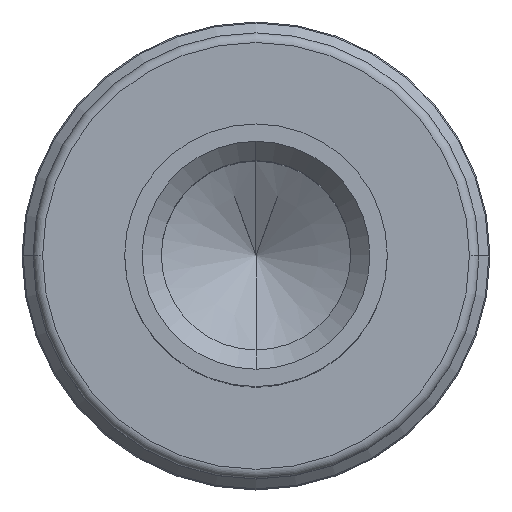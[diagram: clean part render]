
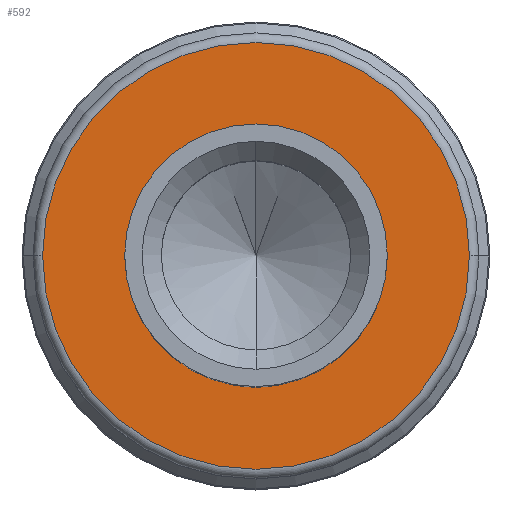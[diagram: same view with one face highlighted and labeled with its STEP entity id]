
A CAD part, top view. The second image highlights one B-rep face of the part: STEP entity #592.
In plain terms, the highlighted planar face has unit normal (0, 0, 1).
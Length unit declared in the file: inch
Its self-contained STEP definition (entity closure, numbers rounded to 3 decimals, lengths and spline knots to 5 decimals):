
#25=CARTESIAN_POINT('',(0.,0.,-0.76378));
#26=DIRECTION('',(0.,0.,-1.));
#27=DIRECTION('',(-1.,0.,0.));
#28=AXIS2_PLACEMENT_3D('',#25,#26,#27);
#34=CARTESIAN_POINT('',(0.,0.,-0.76378));
#35=DIRECTION('',(0.,0.,-1.));
#36=DIRECTION('',(1.,0.,0.));
#37=AXIS2_PLACEMENT_3D('',#34,#35,#36);
#75=CARTESIAN_POINT('',(0.,0.,-0.76378));
#76=DIRECTION('',(0.,0.,-1.));
#77=DIRECTION('',(1.,0.,0.));
#78=AXIS2_PLACEMENT_3D('',#75,#76,#77);
#80=CARTESIAN_POINT('',(0.,0.,-0.76378));
#81=DIRECTION('',(0.,0.,-1.));
#82=DIRECTION('',(-1.,0.,0.));
#83=AXIS2_PLACEMENT_3D('',#80,#81,#82);
#435=CARTESIAN_POINT('',(0.43504,0.,-0.76378));
#436=CARTESIAN_POINT('',(-0.43504,0.,-0.76378));
#437=VERTEX_POINT('',#435);
#438=VERTEX_POINT('',#436);
#505=CARTESIAN_POINT('',(0.26772,0.,
-0.76378));
#506=CARTESIAN_POINT('',(-0.26772,0.,-0.76378));
#507=VERTEX_POINT('',#505);
#508=VERTEX_POINT('',#506);
#577=CARTESIAN_POINT('',(0.,0.,-0.76378));
#578=DIRECTION('',(0.,0.,1.));
#579=DIRECTION('',(-1.,0.,0.));
#580=AXIS2_PLACEMENT_3D('',#577,#578,#579);
#581=PLANE('',#580);
#583=ORIENTED_EDGE('',*,*,#582,.T.);
#585=ORIENTED_EDGE('',*,*,#584,.T.);
#586=EDGE_LOOP('',(#583,#585));
#587=FACE_OUTER_BOUND('',#586,.F.);
#588=ORIENTED_EDGE('',*,*,#564,.F.);
#589=ORIENTED_EDGE('',*,*,#550,.F.);
#590=EDGE_LOOP('',(#588,#589));
#591=FACE_BOUND('',#590,.F.);
#592=ADVANCED_FACE('',(#587,#591),#581,.T.);
#29=CIRCLE('',#28,0.26772);
#38=CIRCLE('',#37,0.26772);
#79=CIRCLE('',#78,0.43504);
#84=CIRCLE('',#83,0.43504);
#550=EDGE_CURVE('',#508,#507,#29,.T.);
#564=EDGE_CURVE('',#507,#508,#38,.T.);
#582=EDGE_CURVE('',#437,#438,#79,.T.);
#584=EDGE_CURVE('',#438,#437,#84,.T.);
